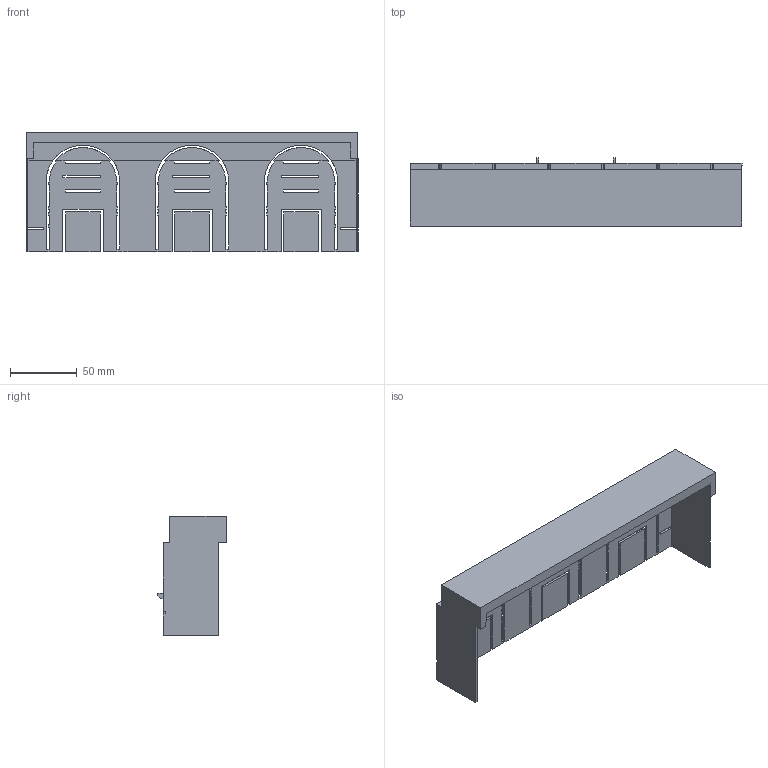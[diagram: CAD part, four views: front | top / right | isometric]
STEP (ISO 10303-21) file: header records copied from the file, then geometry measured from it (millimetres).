
FILE_DESCRIPTION(('CATIA V5 STEP'),'2;1');
FILE_NAME('T8033030_L_Anschlussraumabdeckung-AA-KETO-3-3.stp','2017-05-11T14:26:06+00:00',('none'),('Jean Müller GmbH'),'CATIA Version 5 Release 19 SP 9 (IN-10)','CATIA V5 STEP AP214','none');
FILE_SCHEMA(('AUTOMOTIVE_DESIGN { 1 0 10303 214 1 1 1 1 }'));
Length unit declared in the file: millimetre
Products named in the file (1): T8033030_L_Anschlussraumabdeckung AA-KETO-3-3
Bounding box: 249.5 x 51.26 x 90 mm (x, y, z)
Volume: 60384.1 mm3; surface area: 85351.6 mm2
Topology: 4 solids, 4 shells, 265 faces, 820 edges, 552 vertices
Faces by surface type: plane 253, cylinder 12
Entity records: 8305 total; most frequent: ORIENTED_EDGE 1640, CARTESIAN_POINT 1488, DIRECTION 1050, EDGE_CURVE 820, VECTOR 778, LINE 778, VERTEX_POINT 552, EDGE_LOOP 282
